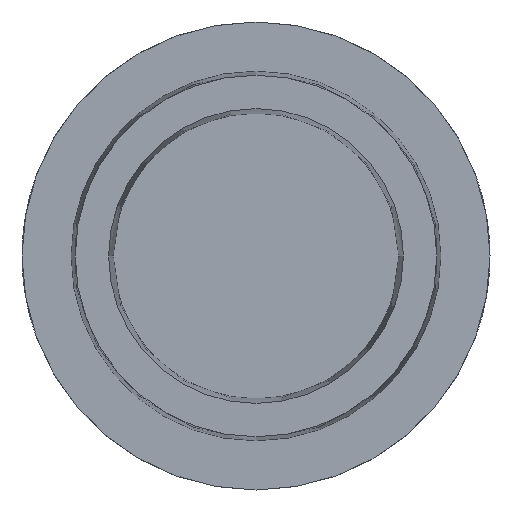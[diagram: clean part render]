
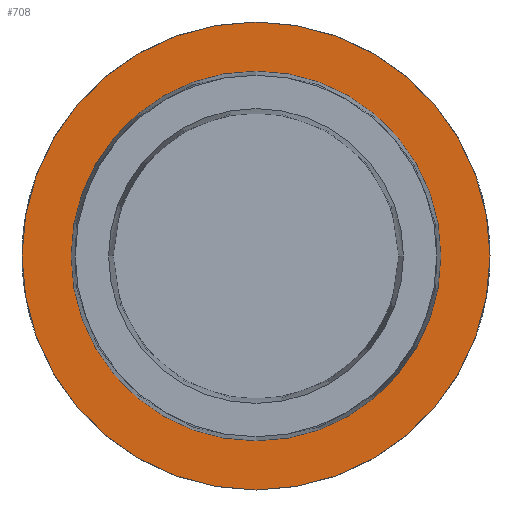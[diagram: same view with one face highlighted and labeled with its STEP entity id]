
A CAD part, front view. The second image highlights one B-rep face of the part: STEP entity #708.
In plain terms, the highlighted planar face has unit normal (0, -1, 0).
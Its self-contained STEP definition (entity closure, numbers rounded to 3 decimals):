
#12 = EDGE_CURVE ( 'NONE', #87, #544, #764, .T. ) ;
#29 = ORIENTED_EDGE ( 'NONE', *, *, #12, .F. ) ;
#51 = AXIS2_PLACEMENT_3D ( 'NONE', #647, #920, #677 ) ;
#69 = ORIENTED_EDGE ( 'NONE', *, *, #1074, .F. ) ;
#74 = DIRECTION ( 'NONE',  ( 0., 0., 1. ) ) ;
#79 = FACE_OUTER_BOUND ( 'NONE', #148, .T. ) ;
#87 = VERTEX_POINT ( 'NONE', #445 ) ;
#96 = DIRECTION ( 'NONE',  ( 0., 0., 1. ) ) ;
#140 = AXIS2_PLACEMENT_3D ( 'NONE', #750, #400, #155 ) ;
#148 = EDGE_LOOP ( 'NONE', ( #415, #69 ) ) ;
#155 = DIRECTION ( 'NONE',  ( 0., 0., 1. ) ) ;
#220 = EDGE_LOOP ( 'NONE', ( #29, #849 ) ) ;
#289 = CIRCLE ( 'NONE', #640, 25. ) ;
#330 = VERTEX_POINT ( 'NONE', #790 ) ;
#336 = DIRECTION ( 'NONE',  ( 0., 1., 0. ) ) ;
#342 = CARTESIAN_POINT ( 'NONE',  ( 0., 0., 0. ) ) ;
#363 = CIRCLE ( 'NONE', #1040, 25. ) ;
#373 = CARTESIAN_POINT ( 'NONE',  ( 0., 0., 0. ) ) ;
#400 = DIRECTION ( 'NONE',  ( 0., 1., 0. ) ) ;
#415 = ORIENTED_EDGE ( 'NONE', *, *, #521, .F. ) ;
#445 = CARTESIAN_POINT ( 'NONE',  ( 0., 0., -19.75 ) ) ;
#521 = EDGE_CURVE ( 'NONE', #1085, #330, #363, .T. ) ;
#544 = VERTEX_POINT ( 'NONE', #1044 ) ;
#566 = PLANE ( 'NONE',  #140 ) ;
#581 = CARTESIAN_POINT ( 'NONE',  ( 0., 0., -25. ) ) ;
#640 = AXIS2_PLACEMENT_3D ( 'NONE', #342, #336, #74 ) ;
#647 = CARTESIAN_POINT ( 'NONE',  ( 0., 0., 0. ) ) ;
#677 = DIRECTION ( 'NONE',  ( 0., 0., 1. ) ) ;
#680 = CARTESIAN_POINT ( 'NONE',  ( 0., 0., 0. ) ) ;
#705 = DIRECTION ( 'NONE',  ( 0., 0., 1. ) ) ;
#708 = ADVANCED_FACE ( 'NONE', ( #79, #1008 ), #566, .F. ) ;
#750 = CARTESIAN_POINT ( 'NONE',  ( 0., 0., 0. ) ) ;
#764 = CIRCLE ( 'NONE', #1046, 19.75 ) ;
#766 = CIRCLE ( 'NONE', #51, 19.75 ) ;
#790 = CARTESIAN_POINT ( 'NONE',  ( 0., 0., 25. ) ) ;
#849 = ORIENTED_EDGE ( 'NONE', *, *, #1102, .F. ) ;
#854 = DIRECTION ( 'NONE',  ( 0., -1., 0. ) ) ;
#920 = DIRECTION ( 'NONE',  ( 0., -1., 0. ) ) ;
#1008 = FACE_BOUND ( 'NONE', #220, .T. ) ;
#1040 = AXIS2_PLACEMENT_3D ( 'NONE', #373, #1049, #705 ) ;
#1044 = CARTESIAN_POINT ( 'NONE',  ( 0., 0., 19.75 ) ) ;
#1046 = AXIS2_PLACEMENT_3D ( 'NONE', #680, #854, #96 ) ;
#1049 = DIRECTION ( 'NONE',  ( 0., 1., 0. ) ) ;
#1074 = EDGE_CURVE ( 'NONE', #330, #1085, #289, .T. ) ;
#1085 = VERTEX_POINT ( 'NONE', #581 ) ;
#1102 = EDGE_CURVE ( 'NONE', #544, #87, #766, .T. ) ;
